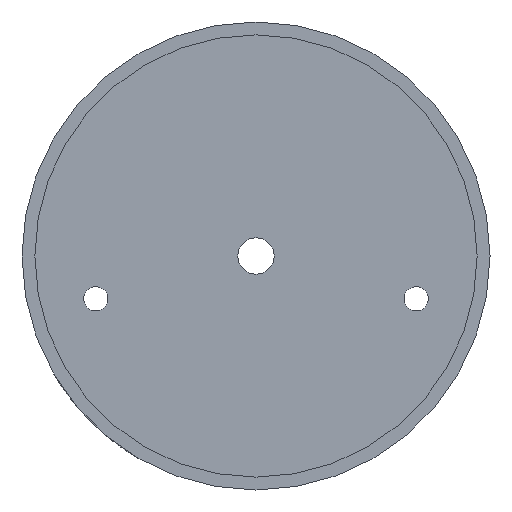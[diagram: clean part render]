
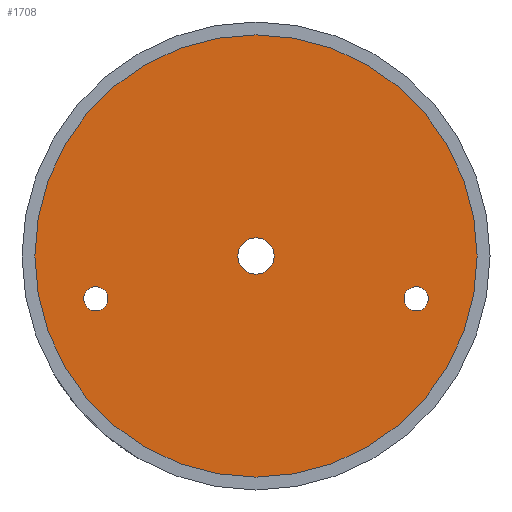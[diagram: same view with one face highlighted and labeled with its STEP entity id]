
A CAD part, front view. The second image highlights one B-rep face of the part: STEP entity #1708.
In plain terms, the highlighted planar face has unit normal (0, -1, 0).
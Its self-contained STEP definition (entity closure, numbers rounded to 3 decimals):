
#458 = CYLINDRICAL_SURFACE('',#459,25.5);
#459 = AXIS2_PLACEMENT_3D('',#460,#461,#462);
#460 = CARTESIAN_POINT('',(0.,20.32,0.));
#461 = DIRECTION('',(0.,1.,0.));
#462 = DIRECTION('',(1.,0.,0.));
#1328 = EDGE_CURVE('',#1329,#1329,#1331,.T.);
#1329 = VERTEX_POINT('',#1330);
#1330 = CARTESIAN_POINT('',(25.5,-0.635,0.));
#1331 = SURFACE_CURVE('',#1332,(#1337,#1344),.PCURVE_S1.);
#1332 = CIRCLE('',#1333,25.5);
#1333 = AXIS2_PLACEMENT_3D('',#1334,#1335,#1336);
#1334 = CARTESIAN_POINT('',(0.,-0.635,0.));
#1335 = DIRECTION('',(0.,-1.,0.));
#1336 = DIRECTION('',(1.,0.,0.));
#1337 = PCURVE('',#458,#1338);
#1338 = DEFINITIONAL_REPRESENTATION('',(#1339),#1343);
#1339 = LINE('',#1340,#1341);
#1340 = CARTESIAN_POINT('',(-0.,-20.955));
#1341 = VECTOR('',#1342,1.);
#1342 = DIRECTION('',(-1.,0.));
#1343 = ( GEOMETRIC_REPRESENTATION_CONTEXT(2) 
PARAMETRIC_REPRESENTATION_CONTEXT() REPRESENTATION_CONTEXT('2D SPACE',''
  ) );
#1344 = PCURVE('',#1345,#1350);
#1345 = PLANE('',#1346);
#1346 = AXIS2_PLACEMENT_3D('',#1347,#1348,#1349);
#1347 = CARTESIAN_POINT('',(0.,-0.635,
    0.));
#1348 = DIRECTION('',(0.,1.,0.));
#1349 = DIRECTION('',(0.,0.,1.));
#1350 = DEFINITIONAL_REPRESENTATION('',(#1351),#1359);
#1351 = ( BOUNDED_CURVE() B_SPLINE_CURVE(2,(#1352,#1353,#1354,#1355,
#1356,#1357,#1358),.UNSPECIFIED.,.T.,.F.) B_SPLINE_CURVE_WITH_KNOTS((1,2
    ,2,2,2,1),(-2.094,0.,2.094,4.189,
6.283,8.378),.UNSPECIFIED.) CURVE() 
GEOMETRIC_REPRESENTATION_ITEM() RATIONAL_B_SPLINE_CURVE((1.,0.5,1.,0.5,
1.,0.5,1.)) REPRESENTATION_ITEM('') );
#1352 = CARTESIAN_POINT('',(0.,25.5));
#1353 = CARTESIAN_POINT('',(44.167,25.5));
#1354 = CARTESIAN_POINT('',(22.084,-12.75));
#1355 = CARTESIAN_POINT('',(0.,-51.));
#1356 = CARTESIAN_POINT('',(-22.084,-12.75));
#1357 = CARTESIAN_POINT('',(-44.167,25.5));
#1358 = CARTESIAN_POINT('',(0.,25.5));
#1359 = ( GEOMETRIC_REPRESENTATION_CONTEXT(2) 
PARAMETRIC_REPRESENTATION_CONTEXT() REPRESENTATION_CONTEXT('2D SPACE',''
  ) );
#1598 = CYLINDRICAL_SURFACE('',#1599,2.096);
#1599 = AXIS2_PLACEMENT_3D('',#1600,#1601,#1602);
#1600 = CARTESIAN_POINT('',(0.,-0.635,
    0.));
#1601 = DIRECTION('',(0.,-1.,0.));
#1602 = DIRECTION('',(1.,0.,0.));
#1708 = ADVANCED_FACE('',(#1709,#1712,#1747,#1782),#1345,.F.);
#1709 = FACE_BOUND('',#1710,.F.);
#1710 = EDGE_LOOP('',(#1711));
#1711 = ORIENTED_EDGE('',*,*,#1328,.F.);
#1712 = FACE_BOUND('',#1713,.F.);
#1713 = EDGE_LOOP('',(#1714));
#1714 = ORIENTED_EDGE('',*,*,#1715,.T.);
#1715 = EDGE_CURVE('',#1716,#1716,#1718,.T.);
#1716 = VERTEX_POINT('',#1717);
#1717 = CARTESIAN_POINT('',(-17.076,-0.635,-4.925));
#1718 = SURFACE_CURVE('',#1719,(#1724,#1735),.PCURVE_S1.);
#1719 = CIRCLE('',#1720,1.4);
#1720 = AXIS2_PLACEMENT_3D('',#1721,#1722,#1723);
#1721 = CARTESIAN_POINT('',(-18.476,-0.635,-4.925));
#1722 = DIRECTION('',(0.,-1.,0.));
#1723 = DIRECTION('',(1.,0.,0.));
#1724 = PCURVE('',#1345,#1725);
#1725 = DEFINITIONAL_REPRESENTATION('',(#1726),#1734);
#1726 = ( BOUNDED_CURVE() B_SPLINE_CURVE(2,(#1727,#1728,#1729,#1730,
#1731,#1732,#1733),.UNSPECIFIED.,.T.,.F.) B_SPLINE_CURVE_WITH_KNOTS((1,2
    ,2,2,2,1),(-2.094,0.,2.094,4.189,
6.283,8.378),.UNSPECIFIED.) CURVE() 
GEOMETRIC_REPRESENTATION_ITEM() RATIONAL_B_SPLINE_CURVE((1.,0.5,1.,0.5,
1.,0.5,1.)) REPRESENTATION_ITEM('') );
#1727 = CARTESIAN_POINT('',(-4.925,-17.076));
#1728 = CARTESIAN_POINT('',(-2.5,-17.076));
#1729 = CARTESIAN_POINT('',(-3.713,-19.176));
#1730 = CARTESIAN_POINT('',(-4.925,-21.276));
#1731 = CARTESIAN_POINT('',(-6.137,-19.176));
#1732 = CARTESIAN_POINT('',(-7.35,-17.076));
#1733 = CARTESIAN_POINT('',(-4.925,-17.076));
#1734 = ( GEOMETRIC_REPRESENTATION_CONTEXT(2) 
PARAMETRIC_REPRESENTATION_CONTEXT() REPRESENTATION_CONTEXT('2D SPACE',''
  ) );
#1735 = PCURVE('',#1736,#1741);
#1736 = CYLINDRICAL_SURFACE('',#1737,1.4);
#1737 = AXIS2_PLACEMENT_3D('',#1738,#1739,#1740);
#1738 = CARTESIAN_POINT('',(-18.476,-0.635,-4.925));
#1739 = DIRECTION('',(0.,-1.,0.));
#1740 = DIRECTION('',(1.,0.,0.));
#1741 = DEFINITIONAL_REPRESENTATION('',(#1742),#1746);
#1742 = LINE('',#1743,#1744);
#1743 = CARTESIAN_POINT('',(0.,0.));
#1744 = VECTOR('',#1745,1.);
#1745 = DIRECTION('',(1.,0.));
#1746 = ( GEOMETRIC_REPRESENTATION_CONTEXT(2) 
PARAMETRIC_REPRESENTATION_CONTEXT() REPRESENTATION_CONTEXT('2D SPACE',''
  ) );
#1747 = FACE_BOUND('',#1748,.F.);
#1748 = EDGE_LOOP('',(#1749));
#1749 = ORIENTED_EDGE('',*,*,#1750,.T.);
#1750 = EDGE_CURVE('',#1751,#1751,#1753,.T.);
#1751 = VERTEX_POINT('',#1752);
#1752 = CARTESIAN_POINT('',(19.876,-0.635,-4.925));
#1753 = SURFACE_CURVE('',#1754,(#1759,#1770),.PCURVE_S1.);
#1754 = CIRCLE('',#1755,1.4);
#1755 = AXIS2_PLACEMENT_3D('',#1756,#1757,#1758);
#1756 = CARTESIAN_POINT('',(18.476,-0.635,-4.925));
#1757 = DIRECTION('',(0.,-1.,0.));
#1758 = DIRECTION('',(1.,0.,0.));
#1759 = PCURVE('',#1345,#1760);
#1760 = DEFINITIONAL_REPRESENTATION('',(#1761),#1769);
#1761 = ( BOUNDED_CURVE() B_SPLINE_CURVE(2,(#1762,#1763,#1764,#1765,
#1766,#1767,#1768),.UNSPECIFIED.,.T.,.F.) B_SPLINE_CURVE_WITH_KNOTS((1,2
    ,2,2,2,1),(-2.094,0.,2.094,4.189,
6.283,8.378),.UNSPECIFIED.) CURVE() 
GEOMETRIC_REPRESENTATION_ITEM() RATIONAL_B_SPLINE_CURVE((1.,0.5,1.,0.5,
1.,0.5,1.)) REPRESENTATION_ITEM('') );
#1762 = CARTESIAN_POINT('',(-4.925,19.876));
#1763 = CARTESIAN_POINT('',(-2.5,19.876));
#1764 = CARTESIAN_POINT('',(-3.713,17.776));
#1765 = CARTESIAN_POINT('',(-4.925,15.676));
#1766 = CARTESIAN_POINT('',(-6.137,17.776));
#1767 = CARTESIAN_POINT('',(-7.35,19.876));
#1768 = CARTESIAN_POINT('',(-4.925,19.876));
#1769 = ( GEOMETRIC_REPRESENTATION_CONTEXT(2) 
PARAMETRIC_REPRESENTATION_CONTEXT() REPRESENTATION_CONTEXT('2D SPACE',''
  ) );
#1770 = PCURVE('',#1771,#1776);
#1771 = CYLINDRICAL_SURFACE('',#1772,1.4);
#1772 = AXIS2_PLACEMENT_3D('',#1773,#1774,#1775);
#1773 = CARTESIAN_POINT('',(18.476,-0.635,-4.925));
#1774 = DIRECTION('',(0.,-1.,0.));
#1775 = DIRECTION('',(1.,0.,0.));
#1776 = DEFINITIONAL_REPRESENTATION('',(#1777),#1781);
#1777 = LINE('',#1778,#1779);
#1778 = CARTESIAN_POINT('',(0.,0.));
#1779 = VECTOR('',#1780,1.);
#1780 = DIRECTION('',(1.,0.));
#1781 = ( GEOMETRIC_REPRESENTATION_CONTEXT(2) 
PARAMETRIC_REPRESENTATION_CONTEXT() REPRESENTATION_CONTEXT('2D SPACE',''
  ) );
#1782 = FACE_BOUND('',#1783,.F.);
#1783 = EDGE_LOOP('',(#1784));
#1784 = ORIENTED_EDGE('',*,*,#1785,.T.);
#1785 = EDGE_CURVE('',#1786,#1786,#1788,.T.);
#1786 = VERTEX_POINT('',#1787);
#1787 = CARTESIAN_POINT('',(2.096,-0.635,0.));
#1788 = SURFACE_CURVE('',#1789,(#1794,#1805),.PCURVE_S1.);
#1789 = CIRCLE('',#1790,2.096);
#1790 = AXIS2_PLACEMENT_3D('',#1791,#1792,#1793);
#1791 = CARTESIAN_POINT('',(0.,-0.635,
    0.));
#1792 = DIRECTION('',(0.,-1.,0.));
#1793 = DIRECTION('',(1.,0.,0.));
#1794 = PCURVE('',#1345,#1795);
#1795 = DEFINITIONAL_REPRESENTATION('',(#1796),#1804);
#1796 = ( BOUNDED_CURVE() B_SPLINE_CURVE(2,(#1797,#1798,#1799,#1800,
#1801,#1802,#1803),.UNSPECIFIED.,.T.,.F.) B_SPLINE_CURVE_WITH_KNOTS((1,2
    ,2,2,2,1),(-2.094,0.,2.094,4.189,
6.283,8.378),.UNSPECIFIED.) CURVE() 
GEOMETRIC_REPRESENTATION_ITEM() RATIONAL_B_SPLINE_CURVE((1.,0.5,1.,0.5,
1.,0.5,1.)) REPRESENTATION_ITEM('') );
#1797 = CARTESIAN_POINT('',(0.,2.096));
#1798 = CARTESIAN_POINT('',(3.63,2.096));
#1799 = CARTESIAN_POINT('',(1.815,-1.048));
#1800 = CARTESIAN_POINT('',(0.,-4.191));
#1801 = CARTESIAN_POINT('',(-1.815,-1.048));
#1802 = CARTESIAN_POINT('',(-3.63,2.096));
#1803 = CARTESIAN_POINT('',(0.,2.096));
#1804 = ( GEOMETRIC_REPRESENTATION_CONTEXT(2) 
PARAMETRIC_REPRESENTATION_CONTEXT() REPRESENTATION_CONTEXT('2D SPACE',''
  ) );
#1805 = PCURVE('',#1598,#1806);
#1806 = DEFINITIONAL_REPRESENTATION('',(#1807),#1811);
#1807 = LINE('',#1808,#1809);
#1808 = CARTESIAN_POINT('',(0.,0.));
#1809 = VECTOR('',#1810,1.);
#1810 = DIRECTION('',(1.,0.));
#1811 = ( GEOMETRIC_REPRESENTATION_CONTEXT(2) 
PARAMETRIC_REPRESENTATION_CONTEXT() REPRESENTATION_CONTEXT('2D SPACE',''
  ) );
